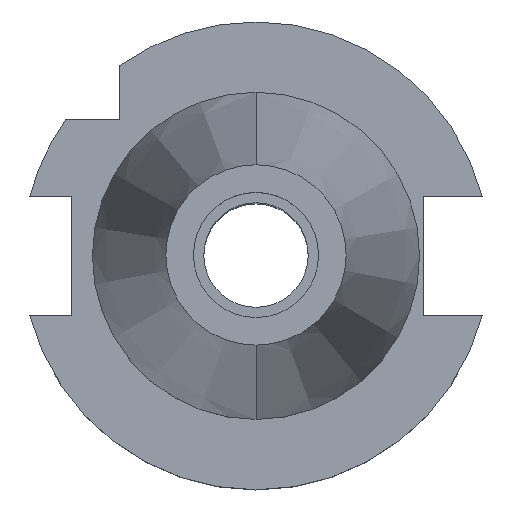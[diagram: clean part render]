
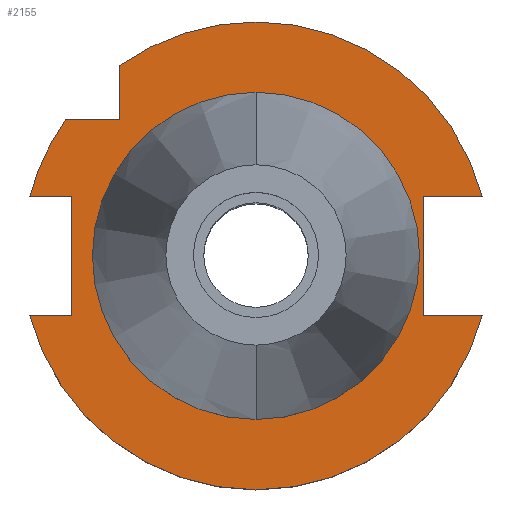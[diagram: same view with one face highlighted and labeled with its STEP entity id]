
A CAD part, top view. The second image highlights one B-rep face of the part: STEP entity #2155.
In plain terms, the highlighted planar face has unit normal (0, 0, 1).
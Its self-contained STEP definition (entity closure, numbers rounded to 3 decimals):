
#595=DIRECTION('',(0.,-1.,0.));
#596=VECTOR('',#595,7.334);
#597=CARTESIAN_POINT('',(-18.5,25.834,-3.2));
#598=LINE('',#597,#596);
#616=DIRECTION('',(1.,0.,0.));
#617=VECTOR('',#616,8.038);
#618=CARTESIAN_POINT('',(22.7,8.05,-3.2));
#619=LINE('',#618,#617);
#640=CARTESIAN_POINT('',(0.,0.,-3.2));
#641=DIRECTION('',(0.,0.,-1.));
#642=DIRECTION('',(-0.582,0.813,0.));
#643=AXIS2_PLACEMENT_3D('',#640,#641,#642);
#648=CARTESIAN_POINT('',(0.,0.,-3.2));
#649=DIRECTION('',(0.,0.,-1.));
#650=DIRECTION('',(0.,1.,0.));
#651=AXIS2_PLACEMENT_3D('',#648,#649,#650);
#656=DIRECTION('',(0.,-1.,0.));
#657=VECTOR('',#656,16.1);
#658=CARTESIAN_POINT('',(22.7,8.05,-3.2));
#659=LINE('',#658,#657);
#663=DIRECTION('',(1.,0.,0.));
#664=VECTOR('',#663,8.038);
#665=CARTESIAN_POINT('',(22.7,-8.05,-3.2));
#666=LINE('',#665,#664);
#670=CARTESIAN_POINT('',(0.,0.,-3.2));
#671=DIRECTION('',(0.,0.,-1.));
#672=DIRECTION('',(0.967,-0.253,0.));
#673=AXIS2_PLACEMENT_3D('',#670,#671,#672);
#678=CARTESIAN_POINT('',(0.,0.,-3.2));
#679=DIRECTION('',(0.,0.,-1.));
#680=DIRECTION('',(0.,-1.,0.));
#681=AXIS2_PLACEMENT_3D('',#678,#679,#680);
#686=DIRECTION('',(-1.,0.,0.));
#687=VECTOR('',#686,5.738);
#688=CARTESIAN_POINT('',(-25.,8.05,-3.2));
#689=LINE('',#688,#687);
#693=CARTESIAN_POINT('',(0.,0.,-3.2));
#694=DIRECTION('',(0.,0.,-1.));
#695=DIRECTION('',(-0.967,0.253,0.));
#696=AXIS2_PLACEMENT_3D('',#693,#694,#695);
#701=CARTESIAN_POINT('',(0.,0.,-3.2));
#702=DIRECTION('',(0.,0.,1.));
#703=DIRECTION('',(0.,-1.,0.));
#704=AXIS2_PLACEMENT_3D('',#701,#702,#703);
#709=CARTESIAN_POINT('',(0.,0.,-3.2));
#710=DIRECTION('',(0.,0.,1.));
#711=DIRECTION('',(0.,1.,0.));
#712=AXIS2_PLACEMENT_3D('',#709,#710,#711);
#920=DIRECTION('',(-1.,0.,0.));
#921=VECTOR('',#920,5.738);
#922=CARTESIAN_POINT('',(-25.,-8.05,-3.2));
#923=LINE('',#922,#921);
#944=DIRECTION('',(0.,-1.,0.));
#945=VECTOR('',#944,16.1);
#946=CARTESIAN_POINT('',(-25.,8.05,-3.2));
#947=LINE('',#946,#945);
#1003=DIRECTION('',(-1.,0.,0.));
#1004=VECTOR('',#1003,7.334);
#1005=CARTESIAN_POINT('',(-18.5,18.5,-3.2));
#1006=LINE('',#1005,#1004);
#1447=CARTESIAN_POINT('',(22.7,-8.05,-3.2));
#1448=VERTEX_POINT('',#1447);
#1449=CARTESIAN_POINT('',(22.7,8.05,-3.2));
#1450=VERTEX_POINT('',#1449);
#1485=CARTESIAN_POINT('',(-18.5,25.834,-3.2));
#1486=VERTEX_POINT('',#1485);
#1487=CARTESIAN_POINT('',(-18.5,18.5,-3.2));
#1488=VERTEX_POINT('',#1487);
#1503=CARTESIAN_POINT('',(-25.,-8.05,-3.2));
#1504=VERTEX_POINT('',#1503);
#1505=CARTESIAN_POINT('',(-30.738,-8.05,-3.2));
#1506=VERTEX_POINT('',#1505);
#1516=CARTESIAN_POINT('',(-25.,8.05,-3.2));
#1517=VERTEX_POINT('',#1516);
#1526=CARTESIAN_POINT('',(-30.738,8.05,-3.2));
#1527=VERTEX_POINT('',#1526);
#1574=CARTESIAN_POINT('',(0.,-31.775,-3.2));
#1575=VERTEX_POINT('',#1574);
#1576=CARTESIAN_POINT('',(30.738,-8.05,-3.2));
#1577=VERTEX_POINT('',#1576);
#1578=CARTESIAN_POINT('',(30.738,8.05,-3.2));
#1579=VERTEX_POINT('',#1578);
#1580=CARTESIAN_POINT('',(0.,31.775,-3.2));
#1581=VERTEX_POINT('',#1580);
#1582=CARTESIAN_POINT('',(-25.834,18.5,-3.2));
#1583=VERTEX_POINT('',#1582);
#1584=CARTESIAN_POINT('',(0.,-22.225,-3.2));
#1585=CARTESIAN_POINT('',(0.,22.225,-3.2));
#1586=VERTEX_POINT('',#1584);
#1587=VERTEX_POINT('',#1585);
#2119=CARTESIAN_POINT('',(0.,0.,-3.2));
#2120=DIRECTION('',(0.,0.,-1.));
#2121=DIRECTION('',(0.,-1.,0.));
#2122=AXIS2_PLACEMENT_3D('',#2119,#2120,#2121);
#2123=PLANE('',#2122);
#2124=ORIENTED_EDGE('',*,*,#2070,.F.);
#2126=ORIENTED_EDGE('',*,*,#2125,.T.);
#2128=ORIENTED_EDGE('',*,*,#2127,.T.);
#2129=ORIENTED_EDGE('',*,*,#2101,.F.);
#2130=ORIENTED_EDGE('',*,*,#2003,.T.);
#2132=ORIENTED_EDGE('',*,*,#2131,.T.);
#2134=ORIENTED_EDGE('',*,*,#2133,.T.);
#2136=ORIENTED_EDGE('',*,*,#2135,.T.);
#2138=ORIENTED_EDGE('',*,*,#2137,.F.);
#2140=ORIENTED_EDGE('',*,*,#2139,.F.);
#2142=ORIENTED_EDGE('',*,*,#2141,.T.);
#2144=ORIENTED_EDGE('',*,*,#2143,.T.);
#2146=ORIENTED_EDGE('',*,*,#2145,.F.);
#2147=EDGE_LOOP('',(#2124,#2126,#2128,#2129,#2130,#2132,#2134,#2136,#2138,#2140,
#2142,#2144,#2146));
#2148=FACE_OUTER_BOUND('',#2147,.F.);
#2150=ORIENTED_EDGE('',*,*,#2149,.T.);
#2152=ORIENTED_EDGE('',*,*,#2151,.T.);
#2153=EDGE_LOOP('',(#2150,#2152));
#2154=FACE_BOUND('',#2153,.F.);
#644=CIRCLE('',#643,31.775);
#652=CIRCLE('',#651,31.775);
#674=CIRCLE('',#673,31.775);
#682=CIRCLE('',#681,31.775);
#697=CIRCLE('',#696,31.775);
#705=CIRCLE('',#704,22.225);
#713=CIRCLE('',#712,22.225);
#2003=EDGE_CURVE('',#1450,#1448,#659,.T.);
#2070=EDGE_CURVE('',#1486,#1488,#598,.T.);
#2101=EDGE_CURVE('',#1450,#1579,#619,.T.);
#2125=EDGE_CURVE('',#1486,#1581,#644,.T.);
#2127=EDGE_CURVE('',#1581,#1579,#652,.T.);
#2131=EDGE_CURVE('',#1448,#1577,#666,.T.);
#2133=EDGE_CURVE('',#1577,#1575,#674,.T.);
#2135=EDGE_CURVE('',#1575,#1506,#682,.T.);
#2137=EDGE_CURVE('',#1504,#1506,#923,.T.);
#2139=EDGE_CURVE('',#1517,#1504,#947,.T.);
#2141=EDGE_CURVE('',#1517,#1527,#689,.T.);
#2143=EDGE_CURVE('',#1527,#1583,#697,.T.);
#2145=EDGE_CURVE('',#1488,#1583,#1006,.T.);
#2149=EDGE_CURVE('',#1586,#1587,#705,.T.);
#2151=EDGE_CURVE('',#1587,#1586,#713,.T.);
#2155=ADVANCED_FACE('',(#2148,#2154),#2123,.F.);
